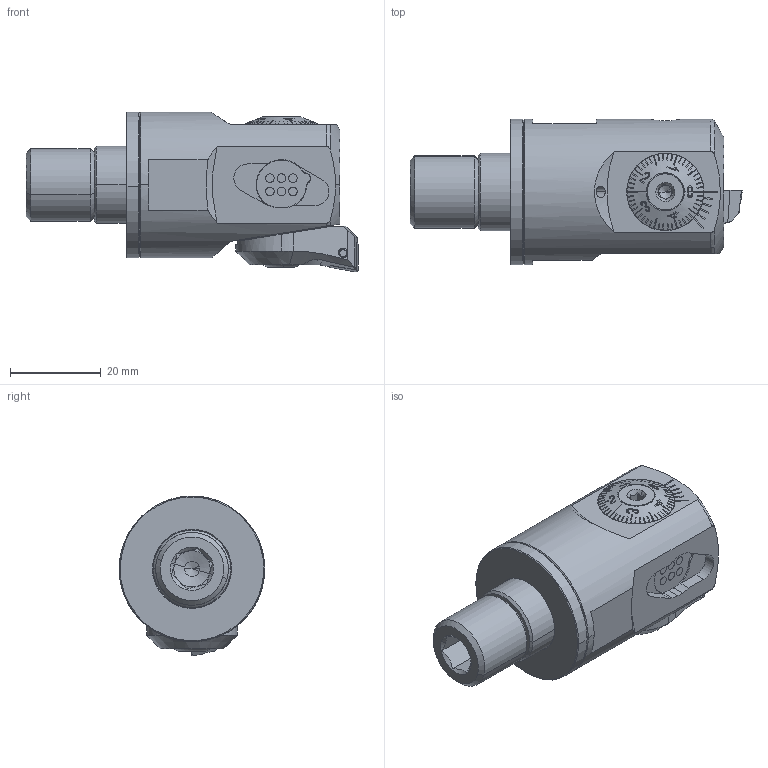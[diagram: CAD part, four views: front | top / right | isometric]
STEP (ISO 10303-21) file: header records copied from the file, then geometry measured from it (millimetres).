
FILE_DESCRIPTION (( 'STEP AP203' ), '1' );
FILE_NAME ('301.032.040.051.STEP', '2018-03-06T10:32:55', ( 'SWIAdmin' ), ( 'Hewlett-Packard Company' ), 'SwSTEP 2.0', 'SolidWorks 2017', '' );
FILE_SCHEMA (( 'CONFIG_CONTROL_DESIGN' ));
Length unit declared in the file: millimetre
Products named in the file (23): F32-BG1.DA1.017_A_Aktuell 0.6.2014-Mx1.3; ISO 4026 - M6 x 5; F32-BG1.DA2.017_Aktuell 0.6.2014-Mx1.3; F32-BG2.014.012_A; Klebstoff D6; F32-WCA.001.007_C_fertigbearbeitet; DIN 3771 - 15x1; PEE-DA1.011.026_A; CCMT060204; F32-BG2.017.003_A; D32-D32.HP5.003_A; WCA-ER2.001.006_A; F32-BG2.017.004_A; HP5-ER2.012.030_A; F32-WCA.001.007; 301.032.040.051; F32-ER1.101.010_A; F32-BG2.009.012_A; F32-BG3.006.026_A; F32-BG1.010.006_A; HP5-F32.DA1.051_A; T7 M2.5 x 6; Fxx-MAB.xxx.xxx_A_F32x1.3
Assembly tree (22 placements, depth 3):
  301.032.040.051
    HP5-F32.DA1.051_A
    F32-BG1.DA2.017_Aktuell 0.6.2014-Mx1.3
      F32-BG1.DA1.017_A_Aktuell 0.6.2014-Mx1.3
      F32-BG2.014.012_A
      DIN 3771 - 15x1
      F32-BG2.017.003_A
      F32-BG2.017.004_A
      F32-BG2.009.012_A
      F32-BG1.010.006_A
      Fxx-MAB.xxx.xxx_A_F32x1.3
    F32-WCA.001.007
      F32-WCA.001.007_C_fertigbearbeitet
      CCMT060204
      WCA-ER2.001.006_A
    F32-ER1.101.010_A
    F32-BG3.006.026_A
    T7 M2.5 x 6
    ISO 4026 - M6 x 5
    Klebstoff D6
    PEE-DA1.011.026_A
    D32-D32.HP5.003_A
    HP5-ER2.012.030_A
Bounding box: 73 x 32 x 35.15 mm (x, y, z)
Volume: 37874.7 mm3; surface area: 20780.1 mm2
Topology: 22 solids, 22 shells, 931 faces, 2362 edges, 1488 vertices
Faces by surface type: plane 412, cone 211, cylinder 201, torus 58, bspline 47, sphere 2
Entity records: 33428 total; most frequent: CARTESIAN_POINT 9434, ORIENTED_EDGE 4692, DIRECTION 4245, EDGE_CURVE 2346, AXIS2_PLACEMENT_3D 1629, VERTEX_POINT 1488, EDGE_LOOP 996, VECTOR 987
